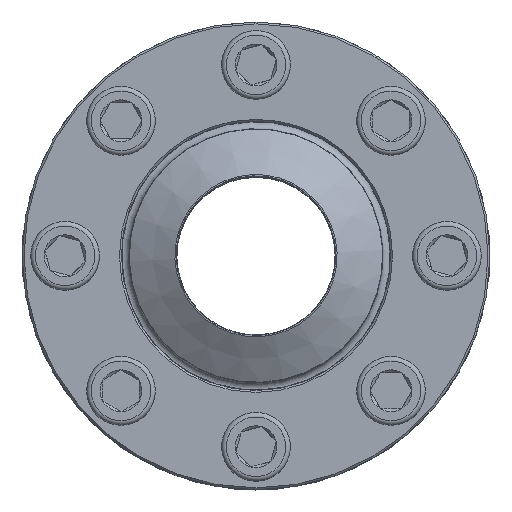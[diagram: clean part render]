
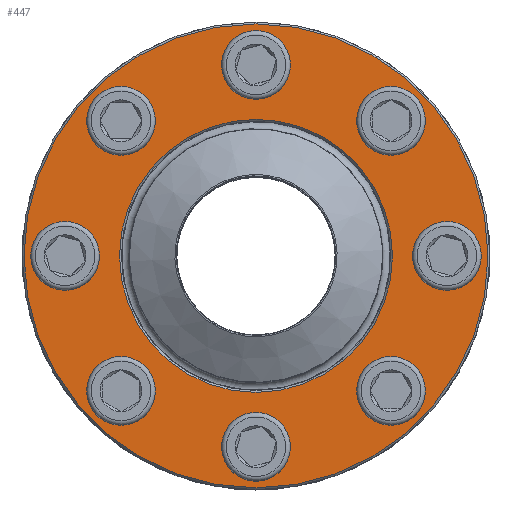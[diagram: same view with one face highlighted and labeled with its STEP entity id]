
A CAD part, top view. The second image highlights one B-rep face of the part: STEP entity #447.
In plain terms, the highlighted planar face has unit normal (0, 0, 1).
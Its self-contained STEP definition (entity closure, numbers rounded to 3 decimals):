
#417=PLANE('',#1734);
#447=ADVANCED_FACE('',(#588,#589,#590,#591,#592,#593,#594,#595,#596,#597),
#417,.T.);
#588=FACE_BOUND('',#761,.T.);
#589=FACE_BOUND('',#762,.T.);
#590=FACE_BOUND('',#763,.T.);
#591=FACE_BOUND('',#764,.T.);
#592=FACE_BOUND('',#765,.T.);
#593=FACE_BOUND('',#766,.T.);
#594=FACE_BOUND('',#767,.T.);
#595=FACE_BOUND('',#768,.T.);
#596=FACE_BOUND('',#769,.T.);
#597=FACE_BOUND('',#770,.T.);
#761=EDGE_LOOP('',(#965));
#762=EDGE_LOOP('',(#966));
#763=EDGE_LOOP('',(#967));
#764=EDGE_LOOP('',(#968));
#765=EDGE_LOOP('',(#969));
#766=EDGE_LOOP('',(#970));
#767=EDGE_LOOP('',(#971));
#768=EDGE_LOOP('',(#972));
#769=EDGE_LOOP('',(#973));
#770=EDGE_LOOP('',(#974));
#965=ORIENTED_EDGE('',*,*,#1438,.T.);
#966=ORIENTED_EDGE('',*,*,#1439,.T.);
#967=ORIENTED_EDGE('',*,*,#1440,.T.);
#968=ORIENTED_EDGE('',*,*,#1441,.T.);
#969=ORIENTED_EDGE('',*,*,#1442,.T.);
#970=ORIENTED_EDGE('',*,*,#1443,.T.);
#971=ORIENTED_EDGE('',*,*,#1444,.T.);
#972=ORIENTED_EDGE('',*,*,#1445,.T.);
#973=ORIENTED_EDGE('',*,*,#1446,.T.);
#974=ORIENTED_EDGE('',*,*,#1447,.T.);
#1305=VERTEX_POINT('',#2498);
#1306=VERTEX_POINT('',#2500);
#1307=VERTEX_POINT('',#2502);
#1308=VERTEX_POINT('',#2504);
#1309=VERTEX_POINT('',#2506);
#1310=VERTEX_POINT('',#2508);
#1311=VERTEX_POINT('',#2510);
#1312=VERTEX_POINT('',#2512);
#1313=VERTEX_POINT('',#2514);
#1314=VERTEX_POINT('',#2516);
#1438=EDGE_CURVE('',#1305,#1305,#1608,.T.);
#1439=EDGE_CURVE('',#1306,#1306,#1609,.T.);
#1440=EDGE_CURVE('',#1307,#1307,#1610,.T.);
#1441=EDGE_CURVE('',#1308,#1308,#1611,.T.);
#1442=EDGE_CURVE('',#1309,#1309,#1612,.T.);
#1443=EDGE_CURVE('',#1310,#1310,#1613,.T.);
#1444=EDGE_CURVE('',#1311,#1311,#1614,.T.);
#1445=EDGE_CURVE('',#1312,#1312,#1615,.T.);
#1446=EDGE_CURVE('',#1313,#1313,#1616,.T.);
#1447=EDGE_CURVE('',#1314,#1314,#1617,.T.);
#1608=CIRCLE('',#1724,13.5);
#1609=CIRCLE('',#1725,13.5);
#1610=CIRCLE('',#1726,13.5);
#1611=CIRCLE('',#1727,13.5);
#1612=CIRCLE('',#1728,13.5);
#1613=CIRCLE('',#1729,13.5);
#1614=CIRCLE('',#1730,13.5);
#1615=CIRCLE('',#1731,13.5);
#1616=CIRCLE('',#1732,121.5);
#1617=CIRCLE('',#1733,71.5);
#1724=AXIS2_PLACEMENT_3D('',#2497,#1979,#1980);
#1725=AXIS2_PLACEMENT_3D('',#2499,#1981,#1982);
#1726=AXIS2_PLACEMENT_3D('',#2501,#1983,#1984);
#1727=AXIS2_PLACEMENT_3D('',#2503,#1985,#1986);
#1728=AXIS2_PLACEMENT_3D('',#2505,#1987,#1988);
#1729=AXIS2_PLACEMENT_3D('',#2507,#1989,#1990);
#1730=AXIS2_PLACEMENT_3D('',#2509,#1991,#1992);
#1731=AXIS2_PLACEMENT_3D('',#2511,#1993,#1994);
#1732=AXIS2_PLACEMENT_3D('',#2513,#1995,#1996);
#1733=AXIS2_PLACEMENT_3D('',#2515,#1997,#1998);
#1734=AXIS2_PLACEMENT_3D('',#2517,#1999,#2000);
#1979=DIRECTION('',(0.,0.,-1.));
#1980=DIRECTION('',(1.,0.,0.));
#1981=DIRECTION('',(0.,0.,-1.));
#1982=DIRECTION('',(1.,0.,0.));
#1983=DIRECTION('',(0.,0.,-1.));
#1984=DIRECTION('',(1.,0.,0.));
#1985=DIRECTION('',(0.,0.,-1.));
#1986=DIRECTION('',(1.,0.,0.));
#1987=DIRECTION('',(0.,0.,-1.));
#1988=DIRECTION('',(1.,0.,0.));
#1989=DIRECTION('',(0.,0.,-1.));
#1990=DIRECTION('',(1.,0.,0.));
#1991=DIRECTION('',(0.,0.,-1.));
#1992=DIRECTION('',(1.,0.,0.));
#1993=DIRECTION('',(0.,0.,-1.));
#1994=DIRECTION('',(1.,0.,0.));
#1995=DIRECTION('',(0.,0.,1.));
#1996=DIRECTION('',(1.,0.,0.));
#1997=DIRECTION('',(0.,0.,-1.));
#1998=DIRECTION('',(1.,0.,0.));
#1999=DIRECTION('',(0.,0.,1.));
#2000=DIRECTION('',(1.,0.,0.));
#2497=CARTESIAN_POINT('',(-100.,0.,68.));
#2498=CARTESIAN_POINT('',(-86.5,0.,68.));
#2499=CARTESIAN_POINT('',(-70.711,70.711,68.));
#2500=CARTESIAN_POINT('',(-57.211,70.711,68.));
#2501=CARTESIAN_POINT('',(0.,100.,68.));
#2502=CARTESIAN_POINT('',(13.5,100.,68.));
#2503=CARTESIAN_POINT('',(70.711,70.711,68.));
#2504=CARTESIAN_POINT('',(84.211,70.711,68.));
#2505=CARTESIAN_POINT('',(100.,0.,68.));
#2506=CARTESIAN_POINT('',(113.5,0.,68.));
#2507=CARTESIAN_POINT('',(70.711,-70.711,68.));
#2508=CARTESIAN_POINT('',(84.211,-70.711,68.));
#2509=CARTESIAN_POINT('',(0.,-100.,68.));
#2510=CARTESIAN_POINT('',(13.5,-100.,68.));
#2511=CARTESIAN_POINT('',(-70.711,-70.711,68.));
#2512=CARTESIAN_POINT('',(-57.211,-70.711,68.));
#2513=CARTESIAN_POINT('',(0.,0.,68.));
#2514=CARTESIAN_POINT('',(121.5,0.,68.));
#2515=CARTESIAN_POINT('',(0.,0.,68.));
#2516=CARTESIAN_POINT('',(71.5,0.,68.));
#2517=CARTESIAN_POINT('',(0.,0.,68.));
